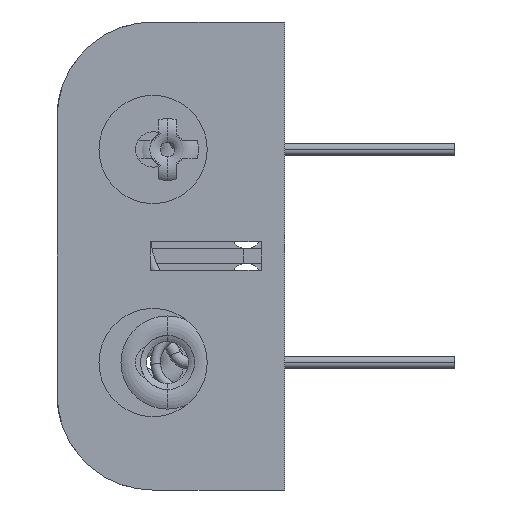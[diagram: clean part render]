
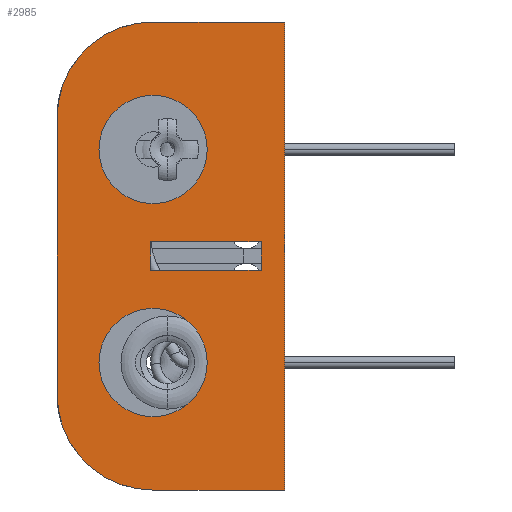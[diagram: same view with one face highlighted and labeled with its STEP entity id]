
A CAD part, left-side view. The second image highlights one B-rep face of the part: STEP entity #2985.
In plain terms, the highlighted planar face has unit normal (-1, 0, 0).
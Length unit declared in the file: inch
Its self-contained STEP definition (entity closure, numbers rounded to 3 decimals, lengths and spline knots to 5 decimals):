
#34 = DIRECTION ( 'NONE',  ( 0., 0., -1. ) ) ;
#46 = DIRECTION ( 'NONE',  ( 0., 0., -1. ) ) ;
#247 = EDGE_CURVE ( 'NONE', #7407, #1480, #14033, .T. ) ;
#279 = VERTEX_POINT ( 'NONE', #20896 ) ;
#793 = AXIS2_PLACEMENT_3D ( 'NONE', #3120, #14570, #4758 ) ;
#864 = EDGE_LOOP ( 'NONE', ( #19405, #17175, #18506, #11904, #6044, #9274 ) ) ;
#960 = CARTESIAN_POINT ( 'NONE',  ( -0.86577, -0.03138, 0.33828 ) ) ;
#1025 = CARTESIAN_POINT ( 'NONE',  ( -0.86577, -0.03138, 0.18828 ) ) ;
#1119 = CARTESIAN_POINT ( 'NONE',  ( -0.86577, 0.23462, 0.27628 ) ) ;
#1396 = DIRECTION ( 'NONE',  ( 1., 0., 0. ) ) ;
#1480 = VERTEX_POINT ( 'NONE', #5169 ) ;
#2005 = VECTOR ( 'NONE', #14013, 39.37008 ) ;
#2143 = ORIENTED_EDGE ( 'NONE', *, *, #6013, .T. ) ;
#2379 = FACE_OUTER_BOUND ( 'NONE', #864, .T. ) ;
#2584 = VERTEX_POINT ( 'NONE', #21083 ) ;
#2596 = EDGE_CURVE ( 'NONE', #18238, #12271, #9567, .T. ) ;
#2607 = DIRECTION ( 'NONE',  ( 0., -1., 0. ) ) ;
#2653 = CARTESIAN_POINT ( 'NONE',  ( -0.86577, -0.39538, 0.54128 ) ) ;
#2738 = DIRECTION ( 'NONE',  ( 0., 0., 1. ) ) ;
#2809 = LINE ( 'NONE', #14757, #7114 ) ;
#2936 = VERTEX_POINT ( 'NONE', #16762 ) ;
#2985 = ADVANCED_FACE ( 'NONE', ( #14940, #2379, #11061, #15438 ), #7002, .F. ) ;
#3120 = CARTESIAN_POINT ( 'NONE',  ( -0.86577, -0.03038, -0.48972 ) ) ;
#3255 = CARTESIAN_POINT ( 'NONE',  ( -0.86577, -0.39538, -0.75472 ) ) ;
#3263 = AXIS2_PLACEMENT_3D ( 'NONE', #17871, #8067, #19521 ) ;
#3468 = VERTEX_POINT ( 'NONE', #4774 ) ;
#3632 = CARTESIAN_POINT ( 'NONE',  ( -0.86577, -0.33038, -0.06672 ) ) ;
#4548 = AXIS2_PLACEMENT_3D ( 'NONE', #16023, #6193, #17652 ) ;
#4758 = DIRECTION ( 'NONE',  ( 0., 0., -1. ) ) ;
#4774 = CARTESIAN_POINT ( 'NONE',  ( -0.86577, -0.39538, 0.54128 ) ) ;
#4811 = DIRECTION ( 'NONE',  ( 0., 1., 0. ) ) ;
#5034 = EDGE_CURVE ( 'NONE', #2584, #279, #19248, .T. ) ;
#5169 = CARTESIAN_POINT ( 'NONE',  ( -0.86577, -0.02438, -0.14672 ) ) ;
#5210 = EDGE_CURVE ( 'NONE', #14890, #7407, #2809, .T. ) ;
#5256 = CIRCLE ( 'NONE', #15776, 0.15 ) ;
#5667 = LINE ( 'NONE', #3255, #14415 ) ;
#5965 = CARTESIAN_POINT ( 'NONE',  ( -0.86577, 0.23462, -0.48972 ) ) ;
#5989 = DIRECTION ( 'NONE',  ( 0., -1., 0. ) ) ;
#6013 = EDGE_CURVE ( 'NONE', #279, #2584, #19893, .T. ) ;
#6044 = ORIENTED_EDGE ( 'NONE', *, *, #8596, .F. ) ;
#6193 = DIRECTION ( 'NONE',  ( 1., 0., 0. ) ) ;
#6807 = LINE ( 'NONE', #5965, #19359 ) ;
#7002 = PLANE ( 'NONE',  #15611 ) ;
#7114 = VECTOR ( 'NONE', #16391, 39.37008 ) ;
#7206 = ORIENTED_EDGE ( 'NONE', *, *, #5210, .F. ) ;
#7407 = VERTEX_POINT ( 'NONE', #21129 ) ;
#7553 = ORIENTED_EDGE ( 'NONE', *, *, #13560, .F. ) ;
#7891 = EDGE_CURVE ( 'NONE', #21157, #2936, #13091, .T. ) ;
#8067 = DIRECTION ( 'NONE',  ( 1., 0., 0. ) ) ;
#8584 = AXIS2_PLACEMENT_3D ( 'NONE', #11213, #1396, #12841 ) ;
#8596 = EDGE_CURVE ( 'NONE', #17801, #16669, #12603, .T. ) ;
#8725 = CARTESIAN_POINT ( 'NONE',  ( -0.86577, -0.03038, -0.48972 ) ) ;
#9245 = EDGE_CURVE ( 'NONE', #17020, #14890, #19489, .T. ) ;
#9256 = DIRECTION ( 'NONE',  ( 0., 0., 1. ) ) ;
#9274 = ORIENTED_EDGE ( 'NONE', *, *, #14456, .F. ) ;
#9397 = LINE ( 'NONE', #19170, #18110 ) ;
#9460 = DIRECTION ( 'NONE',  ( 0., 0., 1. ) ) ;
#9567 = CIRCLE ( 'NONE', #793, 0.265 ) ;
#9669 = VECTOR ( 'NONE', #34, 39.37008 ) ;
#9853 = DIRECTION ( 'NONE',  ( 1., 0., 0. ) ) ;
#9948 = ORIENTED_EDGE ( 'NONE', *, *, #247, .F. ) ;
#10267 = CARTESIAN_POINT ( 'NONE',  ( -0.86577, -0.03038, -0.75472 ) ) ;
#10367 = DIRECTION ( 'NONE',  ( 0., 0., -1. ) ) ;
#10746 = EDGE_CURVE ( 'NONE', #16669, #3468, #9397, .T. ) ;
#11061 = FACE_BOUND ( 'NONE', #14393, .T. ) ;
#11213 = CARTESIAN_POINT ( 'NONE',  ( -0.86577, -0.03038, 0.27628 ) ) ;
#11904 = ORIENTED_EDGE ( 'NONE', *, *, #10746, .F. ) ;
#12271 = VERTEX_POINT ( 'NONE', #12356 ) ;
#12302 = CARTESIAN_POINT ( 'NONE',  ( -0.86577, -0.33038, -0.14672 ) ) ;
#12356 = CARTESIAN_POINT ( 'NONE',  ( -0.86577, 0.23462, -0.48972 ) ) ;
#12400 = EDGE_LOOP ( 'NONE', ( #13620, #7553, #9948, #7206 ) ) ;
#12502 = DIRECTION ( 'NONE',  ( 1., 0., 0. ) ) ;
#12603 = CIRCLE ( 'NONE', #8584, 0.265 ) ;
#12841 = DIRECTION ( 'NONE',  ( 0., 0., 1. ) ) ;
#13091 = CIRCLE ( 'NONE', #3263, 0.15 ) ;
#13560 = EDGE_CURVE ( 'NONE', #1480, #17020, #19727, .T. ) ;
#13620 = ORIENTED_EDGE ( 'NONE', *, *, #9245, .F. ) ;
#13938 = ORIENTED_EDGE ( 'NONE', *, *, #19313, .T. ) ;
#13960 = EDGE_LOOP ( 'NONE', ( #17231, #13938 ) ) ;
#14013 = DIRECTION ( 'NONE',  ( 0., 0., -1. ) ) ;
#14033 = LINE ( 'NONE', #14444, #9669 ) ;
#14393 = EDGE_LOOP ( 'NONE', ( #2143, #20453 ) ) ;
#14415 = VECTOR ( 'NONE', #4811, 39.37008 ) ;
#14444 = CARTESIAN_POINT ( 'NONE',  ( -0.86577, -0.02438, -0.06672 ) ) ;
#14456 = EDGE_CURVE ( 'NONE', #12271, #17801, #6807, .T. ) ;
#14570 = DIRECTION ( 'NONE',  ( 1., 0., 0. ) ) ;
#14698 = AXIS2_PLACEMENT_3D ( 'NONE', #19682, #9853, #46 ) ;
#14757 = CARTESIAN_POINT ( 'NONE',  ( -0.86577, -0.33038, -0.06672 ) ) ;
#14865 = VECTOR ( 'NONE', #2607, 39.37008 ) ;
#14890 = VERTEX_POINT ( 'NONE', #3632 ) ;
#14940 = FACE_BOUND ( 'NONE', #12400, .T. ) ;
#15094 = LINE ( 'NONE', #2653, #2005 ) ;
#15137 = VECTOR ( 'NONE', #9460, 39.37008 ) ;
#15438 = FACE_BOUND ( 'NONE', #13960, .T. ) ;
#15611 = AXIS2_PLACEMENT_3D ( 'NONE', #8725, #20198, #10367 ) ;
#15776 = AXIS2_PLACEMENT_3D ( 'NONE', #1025, #12502, #2738 ) ;
#16023 = CARTESIAN_POINT ( 'NONE',  ( -0.86577, -0.03138, -0.40172 ) ) ;
#16067 = VERTEX_POINT ( 'NONE', #19830 ) ;
#16391 = DIRECTION ( 'NONE',  ( 0., 1., 0. ) ) ;
#16669 = VERTEX_POINT ( 'NONE', #17926 ) ;
#16762 = CARTESIAN_POINT ( 'NONE',  ( -0.86577, -0.03138, 0.03828 ) ) ;
#17020 = VERTEX_POINT ( 'NONE', #18636 ) ;
#17175 = ORIENTED_EDGE ( 'NONE', *, *, #18038, .F. ) ;
#17231 = ORIENTED_EDGE ( 'NONE', *, *, #7891, .T. ) ;
#17652 = DIRECTION ( 'NONE',  ( 0., 0., -1. ) ) ;
#17801 = VERTEX_POINT ( 'NONE', #1119 ) ;
#17871 = CARTESIAN_POINT ( 'NONE',  ( -0.86577, -0.03138, 0.18828 ) ) ;
#17926 = CARTESIAN_POINT ( 'NONE',  ( -0.86577, -0.03038, 0.54128 ) ) ;
#18038 = EDGE_CURVE ( 'NONE', #16067, #18238, #5667, .T. ) ;
#18110 = VECTOR ( 'NONE', #5989, 39.37008 ) ;
#18238 = VERTEX_POINT ( 'NONE', #10267 ) ;
#18506 = ORIENTED_EDGE ( 'NONE', *, *, #18534, .F. ) ;
#18534 = EDGE_CURVE ( 'NONE', #3468, #16067, #15094, .T. ) ;
#18636 = CARTESIAN_POINT ( 'NONE',  ( -0.86577, -0.33038, -0.14672 ) ) ;
#19170 = CARTESIAN_POINT ( 'NONE',  ( -0.86577, -0.39538, 0.54128 ) ) ;
#19248 = CIRCLE ( 'NONE', #4548, 0.15 ) ;
#19269 = CARTESIAN_POINT ( 'NONE',  ( -0.86577, -0.33038, -0.14672 ) ) ;
#19313 = EDGE_CURVE ( 'NONE', #2936, #21157, #5256, .T. ) ;
#19359 = VECTOR ( 'NONE', #9256, 39.37008 ) ;
#19405 = ORIENTED_EDGE ( 'NONE', *, *, #2596, .F. ) ;
#19489 = LINE ( 'NONE', #19269, #15137 ) ;
#19521 = DIRECTION ( 'NONE',  ( 0., 0., 1. ) ) ;
#19682 = CARTESIAN_POINT ( 'NONE',  ( -0.86577, -0.03138, -0.40172 ) ) ;
#19727 = LINE ( 'NONE', #12302, #14865 ) ;
#19830 = CARTESIAN_POINT ( 'NONE',  ( -0.86577, -0.39538, -0.75472 ) ) ;
#19893 = CIRCLE ( 'NONE', #14698, 0.15 ) ;
#20198 = DIRECTION ( 'NONE',  ( 1., 0., 0. ) ) ;
#20453 = ORIENTED_EDGE ( 'NONE', *, *, #5034, .T. ) ;
#20896 = CARTESIAN_POINT ( 'NONE',  ( -0.86577, -0.03138, -0.25172 ) ) ;
#21083 = CARTESIAN_POINT ( 'NONE',  ( -0.86577, -0.03138, -0.55172 ) ) ;
#21129 = CARTESIAN_POINT ( 'NONE',  ( -0.86577, -0.02438, -0.06672 ) ) ;
#21157 = VERTEX_POINT ( 'NONE', #960 ) ;
